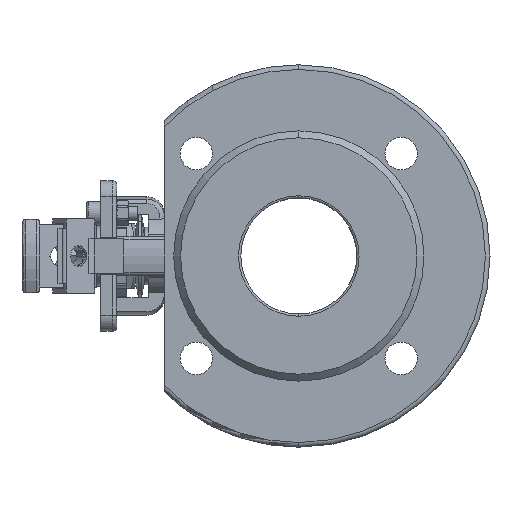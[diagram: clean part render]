
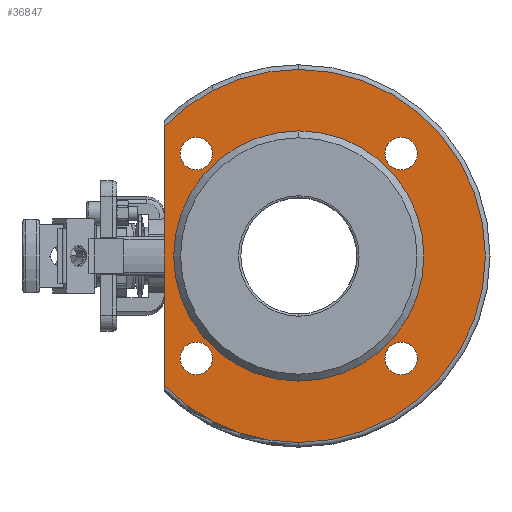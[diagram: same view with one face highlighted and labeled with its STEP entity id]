
A CAD part, left-side view. The second image highlights one B-rep face of the part: STEP entity #36847.
In plain terms, the highlighted planar face has unit normal (-1, 0, 0).
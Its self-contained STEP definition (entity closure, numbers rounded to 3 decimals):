
#262 = ORIENTED_EDGE ( 'NONE', *, *, #41060, .F. ) ;
#637 = DIRECTION ( 'NONE',  ( -1., 0., 0. ) ) ;
#1044 = AXIS2_PLACEMENT_3D ( 'NONE', #38052, #21151, #31264 ) ;
#1233 = VERTEX_POINT ( 'NONE', #36167 ) ;
#1509 = DIRECTION ( 'NONE',  ( -1., 0., 0. ) ) ;
#1667 = EDGE_CURVE ( 'NONE', #25067, #15729, #12049, .T. ) ;
#2156 = DIRECTION ( 'NONE',  ( 0., 0., 1. ) ) ;
#2361 = AXIS2_PLACEMENT_3D ( 'NONE', #7035, #17024, #13804 ) ;
#2522 = ORIENTED_EDGE ( 'NONE', *, *, #8517, .T. ) ;
#3019 = DIRECTION ( 'NONE',  ( 0., 0., 1. ) ) ;
#3354 = DIRECTION ( 'NONE',  ( -1., 0., 0. ) ) ;
#3384 = EDGE_CURVE ( 'NONE', #13278, #25360, #23533, .T. ) ;
#3394 = CARTESIAN_POINT ( 'NONE',  ( -37., 58., 0. ) ) ;
#3987 = DIRECTION ( 'NONE',  ( 0., 0., 1. ) ) ;
#4053 = FACE_BOUND ( 'NONE', #37903, .T. ) ;
#4169 = CARTESIAN_POINT ( 'NONE',  ( -37., 44.194, -51.194 ) ) ;
#4275 = CARTESIAN_POINT ( 'NONE',  ( -37., 0., 0. ) ) ;
#4543 = CARTESIAN_POINT ( 'NONE',  ( -37., -44.194, 37.194 ) ) ;
#4915 = ORIENTED_EDGE ( 'NONE', *, *, #27621, .F. ) ;
#5017 = EDGE_LOOP ( 'NONE', ( #10399, #36099 ) ) ;
#6028 = VERTEX_POINT ( 'NONE', #19588 ) ;
#6307 = DIRECTION ( 'NONE',  ( 0., 0., 1. ) ) ;
#6552 = ORIENTED_EDGE ( 'NONE', *, *, #23446, .T. ) ;
#6681 = ORIENTED_EDGE ( 'NONE', *, *, #39398, .T. ) ;
#7035 = CARTESIAN_POINT ( 'NONE',  ( -37., 0., 0. ) ) ;
#7545 = CARTESIAN_POINT ( 'NONE',  ( -37., 58., -55.823 ) ) ;
#7608 = DIRECTION ( 'NONE',  ( 0., 0., 1. ) ) ;
#8517 = EDGE_CURVE ( 'NONE', #34662, #17349, #29974, .T. ) ;
#8955 = CIRCLE ( 'NONE', #21648, 7. ) ;
#9705 = CARTESIAN_POINT ( 'NONE',  ( -37., 44.194, 44.194 ) ) ;
#9945 = CARTESIAN_POINT ( 'NONE',  ( -37., 0., 0. ) ) ;
#10033 = DIRECTION ( 'NONE',  ( 0., 0., 1. ) ) ;
#10266 = VERTEX_POINT ( 'NONE', #21409 ) ;
#10399 = ORIENTED_EDGE ( 'NONE', *, *, #3384, .F. ) ;
#10654 = AXIS2_PLACEMENT_3D ( 'NONE', #20802, #637, #24182 ) ;
#11413 = FACE_BOUND ( 'NONE', #23089, .T. ) ;
#11796 = ORIENTED_EDGE ( 'NONE', *, *, #27796, .F. ) ;
#11860 = CARTESIAN_POINT ( 'NONE',  ( -37., 44.194, -37.194 ) ) ;
#12049 = CIRCLE ( 'NONE', #1044, 7. ) ;
#12258 = VERTEX_POINT ( 'NONE', #33716 ) ;
#12634 = CARTESIAN_POINT ( 'NONE',  ( -37., -80.5, 0. ) ) ;
#12912 = CIRCLE ( 'NONE', #42951, 7. ) ;
#13063 = DIRECTION ( 'NONE',  ( 0., 0., 1. ) ) ;
#13246 = AXIS2_PLACEMENT_3D ( 'NONE', #38162, #24651, #31533 ) ;
#13278 = VERTEX_POINT ( 'NONE', #4169 ) ;
#13322 = DIRECTION ( 'NONE',  ( 0., 0., 1. ) ) ;
#13804 = DIRECTION ( 'NONE',  ( 0., 0., 1. ) ) ;
#14032 = ORIENTED_EDGE ( 'NONE', *, *, #1667, .F. ) ;
#14047 = CARTESIAN_POINT ( 'NONE',  ( -37., -44.194, -44.194 ) ) ;
#14262 = EDGE_LOOP ( 'NONE', ( #18877, #6552, #2522, #6681 ) ) ;
#14918 = VERTEX_POINT ( 'NONE', #34494 ) ;
#15581 = VERTEX_POINT ( 'NONE', #28536 ) ;
#15729 = VERTEX_POINT ( 'NONE', #4543 ) ;
#17024 = DIRECTION ( 'NONE',  ( -1., 0., 0. ) ) ;
#17163 = EDGE_LOOP ( 'NONE', ( #27771, #43228 ) ) ;
#17261 = CARTESIAN_POINT ( 'NONE',  ( -37., 0., -80.5 ) ) ;
#17349 = VERTEX_POINT ( 'NONE', #28029 ) ;
#17451 = AXIS2_PLACEMENT_3D ( 'NONE', #28702, #1509, #38997 ) ;
#18483 = AXIS2_PLACEMENT_3D ( 'NONE', #14047, #30655, #37149 ) ;
#18650 = AXIS2_PLACEMENT_3D ( 'NONE', #28914, #22321, #2156 ) ;
#18877 = ORIENTED_EDGE ( 'NONE', *, *, #29535, .F. ) ;
#18912 = AXIS2_PLACEMENT_3D ( 'NONE', #9945, #33468, #13322 ) ;
#19588 = CARTESIAN_POINT ( 'NONE',  ( -37., 44.194, 51.194 ) ) ;
#20802 = CARTESIAN_POINT ( 'NONE',  ( -37., 44.194, -44.194 ) ) ;
#20920 = FACE_OUTER_BOUND ( 'NONE', #14262, .T. ) ;
#21151 = DIRECTION ( 'NONE',  ( -1., 0., 0. ) ) ;
#21409 = CARTESIAN_POINT ( 'NONE',  ( -37., -44.194, -37.194 ) ) ;
#21421 = FACE_BOUND ( 'NONE', #17163, .T. ) ;
#21442 = CIRCLE ( 'NONE', #21816, 54. ) ;
#21648 = AXIS2_PLACEMENT_3D ( 'NONE', #30096, #26885, #7608 ) ;
#21810 = ORIENTED_EDGE ( 'NONE', *, *, #30181, .F. ) ;
#21816 = AXIS2_PLACEMENT_3D ( 'NONE', #4275, #27676, #3987 ) ;
#22321 = DIRECTION ( 'NONE',  ( -1., 0., 0. ) ) ;
#22590 = CIRCLE ( 'NONE', #26571, 7. ) ;
#23089 = EDGE_LOOP ( 'NONE', ( #23960, #11796 ) ) ;
#23446 = EDGE_CURVE ( 'NONE', #24178, #34662, #37795, .T. ) ;
#23533 = CIRCLE ( 'NONE', #10654, 7. ) ;
#23960 = ORIENTED_EDGE ( 'NONE', *, *, #43326, .F. ) ;
#24178 = VERTEX_POINT ( 'NONE', #7545 ) ;
#24182 = DIRECTION ( 'NONE',  ( 0., 0., 1. ) ) ;
#24275 = CIRCLE ( 'NONE', #18912, 80.5 ) ;
#24372 = CIRCLE ( 'NONE', #29729, 7. ) ;
#24651 = DIRECTION ( 'NONE',  ( -1., 0., 0. ) ) ;
#25067 = VERTEX_POINT ( 'NONE', #31396 ) ;
#25360 = VERTEX_POINT ( 'NONE', #11860 ) ;
#25554 = CIRCLE ( 'NONE', #2361, 54. ) ;
#26466 = DIRECTION ( 'NONE',  ( -1., 0., 0. ) ) ;
#26480 = CARTESIAN_POINT ( 'NONE',  ( -37., 44.194, 44.194 ) ) ;
#26519 = LINE ( 'NONE', #3394, #32282 ) ;
#26571 = AXIS2_PLACEMENT_3D ( 'NONE', #26480, #43082, #6307 ) ;
#26712 = DIRECTION ( 'NONE',  ( -1., 0., 0. ) ) ;
#26885 = DIRECTION ( 'NONE',  ( -1., 0., 0. ) ) ;
#27621 = EDGE_CURVE ( 'NONE', #14918, #6028, #12912, .T. ) ;
#27676 = DIRECTION ( 'NONE',  ( -1., 0., 0. ) ) ;
#27771 = ORIENTED_EDGE ( 'NONE', *, *, #32646, .F. ) ;
#27796 = EDGE_CURVE ( 'NONE', #1233, #42457, #25554, .T. ) ;
#28029 = CARTESIAN_POINT ( 'NONE',  ( -37., 0., 80.5 ) ) ;
#28536 = CARTESIAN_POINT ( 'NONE',  ( -37., -44.194, -51.194 ) ) ;
#28702 = CARTESIAN_POINT ( 'NONE',  ( -37., 44.194, -44.194 ) ) ;
#28914 = CARTESIAN_POINT ( 'NONE',  ( -37., 0., 0. ) ) ;
#29535 = EDGE_CURVE ( 'NONE', #24178, #12258, #26519, .T. ) ;
#29729 = AXIS2_PLACEMENT_3D ( 'NONE', #33627, #26712, #3019 ) ;
#29974 = CIRCLE ( 'NONE', #18650, 80.5 ) ;
#30096 = CARTESIAN_POINT ( 'NONE',  ( -37., -44.194, -44.194 ) ) ;
#30181 = EDGE_CURVE ( 'NONE', #15729, #25067, #24372, .T. ) ;
#30353 = EDGE_CURVE ( 'NONE', #10266, #15581, #32745, .T. ) ;
#30655 = DIRECTION ( 'NONE',  ( -1., 0., 0. ) ) ;
#31264 = DIRECTION ( 'NONE',  ( 0., 0., 1. ) ) ;
#31396 = CARTESIAN_POINT ( 'NONE',  ( -37., -44.194, 51.194 ) ) ;
#31499 = AXIS2_PLACEMENT_3D ( 'NONE', #12634, #26466, #13063 ) ;
#31533 = DIRECTION ( 'NONE',  ( 0., 0., 1. ) ) ;
#32282 = VECTOR ( 'NONE', #10033, 1000. ) ;
#32646 = EDGE_CURVE ( 'NONE', #15581, #10266, #8955, .T. ) ;
#32745 = CIRCLE ( 'NONE', #18483, 7. ) ;
#33468 = DIRECTION ( 'NONE',  ( -1., 0., 0. ) ) ;
#33625 = EDGE_CURVE ( 'NONE', #25360, #13278, #42063, .T. ) ;
#33627 = CARTESIAN_POINT ( 'NONE',  ( -37., -44.194, 44.194 ) ) ;
#33716 = CARTESIAN_POINT ( 'NONE',  ( -37., 58., 55.823 ) ) ;
#34494 = CARTESIAN_POINT ( 'NONE',  ( -37., 44.194, 37.194 ) ) ;
#34662 = VERTEX_POINT ( 'NONE', #17261 ) ;
#36099 = ORIENTED_EDGE ( 'NONE', *, *, #33625, .F. ) ;
#36167 = CARTESIAN_POINT ( 'NONE',  ( -37., 0., 54. ) ) ;
#36306 = PLANE ( 'NONE',  #31499 ) ;
#36847 = ADVANCED_FACE ( 'NONE', ( #4053, #39290, #21421, #38248, #20920, #11413 ), #36306, .T. ) ;
#37149 = DIRECTION ( 'NONE',  ( 0., 0., 1. ) ) ;
#37795 = CIRCLE ( 'NONE', #13246, 80.5 ) ;
#37903 = EDGE_LOOP ( 'NONE', ( #4915, #262 ) ) ;
#37909 = CARTESIAN_POINT ( 'NONE',  ( -37., 0., -54. ) ) ;
#38052 = CARTESIAN_POINT ( 'NONE',  ( -37., -44.194, 44.194 ) ) ;
#38162 = CARTESIAN_POINT ( 'NONE',  ( -37., 0., 0. ) ) ;
#38248 = FACE_BOUND ( 'NONE', #5017, .T. ) ;
#38997 = DIRECTION ( 'NONE',  ( 0., 0., 1. ) ) ;
#39290 = FACE_BOUND ( 'NONE', #39586, .T. ) ;
#39398 = EDGE_CURVE ( 'NONE', #17349, #12258, #24275, .T. ) ;
#39586 = EDGE_LOOP ( 'NONE', ( #21810, #14032 ) ) ;
#39697 = DIRECTION ( 'NONE',  ( 0., 0., 1. ) ) ;
#41060 = EDGE_CURVE ( 'NONE', #6028, #14918, #22590, .T. ) ;
#42063 = CIRCLE ( 'NONE', #17451, 7. ) ;
#42457 = VERTEX_POINT ( 'NONE', #37909 ) ;
#42951 = AXIS2_PLACEMENT_3D ( 'NONE', #9705, #3354, #39697 ) ;
#43082 = DIRECTION ( 'NONE',  ( -1., 0., 0. ) ) ;
#43228 = ORIENTED_EDGE ( 'NONE', *, *, #30353, .F. ) ;
#43326 = EDGE_CURVE ( 'NONE', #42457, #1233, #21442, .T. ) ;
